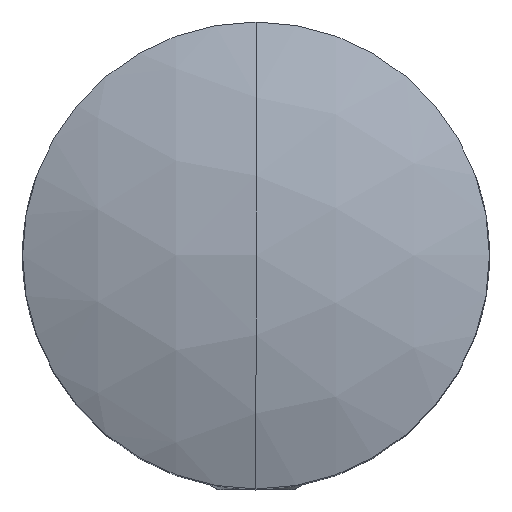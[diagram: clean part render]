
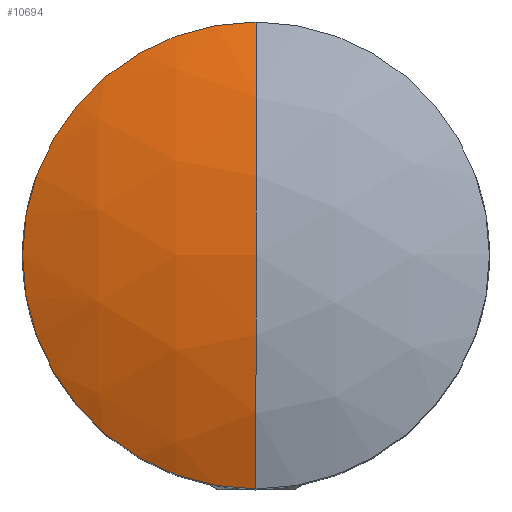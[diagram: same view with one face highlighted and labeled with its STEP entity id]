
A CAD part, top view. The second image highlights one B-rep face of the part: STEP entity #10694.
In plain terms, the highlighted spherical face has radius 28 mm.
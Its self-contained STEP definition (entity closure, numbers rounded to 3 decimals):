
#203 = CARTESIAN_POINT ( 'NONE',  ( 0., -11., 10.749 ) ) ;
#332 = DIRECTION ( 'NONE',  ( 0., 0., -1. ) ) ;
#413 = CIRCLE ( 'NONE', #14224, 11. ) ;
#453 = CARTESIAN_POINT ( 'NONE',  ( 0., 0., 10.749 ) ) ;
#635 = VERTEX_POINT ( 'NONE', #7405 ) ;
#719 = DIRECTION ( 'NONE',  ( 0., 1., 0. ) ) ;
#902 = AXIS2_PLACEMENT_3D ( 'NONE', #2210, #8919, #719 ) ;
#1462 = ORIENTED_EDGE ( 'NONE', *, *, #6041, .T. ) ;
#2210 = CARTESIAN_POINT ( 'NONE',  ( 0., 0., -15. ) ) ;
#3016 = VERTEX_POINT ( 'NONE', #203 ) ;
#3073 = CARTESIAN_POINT ( 'NONE',  ( 0., 0., -15. ) ) ;
#4464 = DIRECTION ( 'NONE',  ( 0., -1., 0. ) ) ;
#5116 = AXIS2_PLACEMENT_3D ( 'NONE', #3073, #5764, #8631 ) ;
#5746 = ORIENTED_EDGE ( 'NONE', *, *, #16490, .T. ) ;
#5764 = DIRECTION ( 'NONE',  ( -1., 0., 0. ) ) ;
#6041 = EDGE_CURVE ( 'NONE', #3016, #6831, #11639, .T. ) ;
#6831 = VERTEX_POINT ( 'NONE', #16116 ) ;
#7405 = CARTESIAN_POINT ( 'NONE',  ( 0., 11., 10.749 ) ) ;
#8631 = DIRECTION ( 'NONE',  ( 0., -1., 0. ) ) ;
#8919 = DIRECTION ( 'NONE',  ( -1., 0., 0. ) ) ;
#10140 = CIRCLE ( 'NONE', #16419, 28. ) ;
#10694 = ADVANCED_FACE ( 'NONE', ( #17534 ), #12185, .T. ) ;
#11639 = CIRCLE ( 'NONE', #5116, 28. ) ;
#12185 = SPHERICAL_SURFACE ( 'NONE', #902, 28. ) ;
#12502 = CARTESIAN_POINT ( 'NONE',  ( 0., 0., -15. ) ) ;
#13574 = EDGE_CURVE ( 'NONE', #635, #6831, #10140, .T. ) ;
#13914 = DIRECTION ( 'NONE',  ( 1., 0., 0. ) ) ;
#14224 = AXIS2_PLACEMENT_3D ( 'NONE', #453, #16880, #4464 ) ;
#14925 = ORIENTED_EDGE ( 'NONE', *, *, #13574, .F. ) ;
#15638 = EDGE_LOOP ( 'NONE', ( #5746, #1462, #14925 ) ) ;
#16116 = CARTESIAN_POINT ( 'NONE',  ( 0., 0., 13. ) ) ;
#16419 = AXIS2_PLACEMENT_3D ( 'NONE', #12502, #13914, #332 ) ;
#16490 = EDGE_CURVE ( 'NONE', #635, #3016, #413, .T. ) ;
#16880 = DIRECTION ( 'NONE',  ( 0., 0., 1. ) ) ;
#17534 = FACE_OUTER_BOUND ( 'NONE', #15638, .T. ) ;
